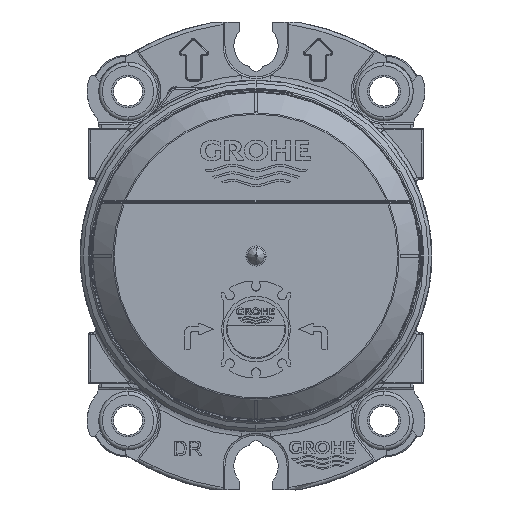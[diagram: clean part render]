
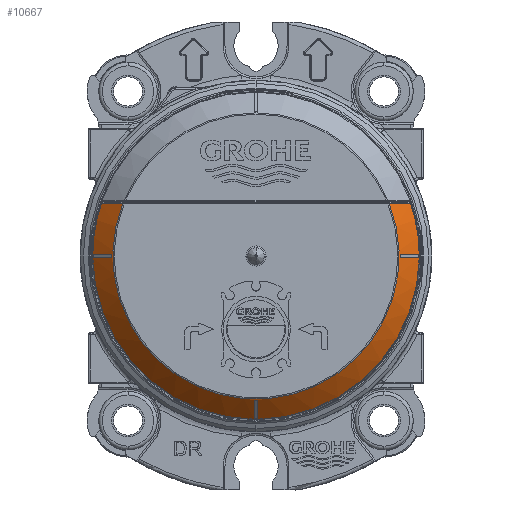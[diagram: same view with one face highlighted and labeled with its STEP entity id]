
A CAD part, front view. The second image highlights one B-rep face of the part: STEP entity #10667.
In plain terms, the highlighted conical face has half-angle 45 degrees and reference radius 39.115 mm.
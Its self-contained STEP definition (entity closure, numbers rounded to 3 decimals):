
#3258=VECTOR('',#92532,1.);
#3259=VECTOR('',#92504,1.);
#3260=VECTOR('',#92521,1.);
#6885=LINE('',#58991,#3258);
#6886=LINE('',#58757,#3259);
#6887=LINE('',#58967,#3260);
#10667=ADVANCED_FACE('extract',(#13390),#53077,.T.);
#13390=FACE_OUTER_BOUND('',#45256,.T.);
#15819=CIRCLE('',#89389,44.644);
#15828=CIRCLE('',#89430,44.644);
#15868=CIRCLE('',#89574,39.146);
#19865=ORIENTED_EDGE('',*,*,#32547,.F.);
#19866=ORIENTED_EDGE('',*,*,#32546,.T.);
#19867=ORIENTED_EDGE('',*,*,#32741,.T.);
#19868=ORIENTED_EDGE('',*,*,#32742,.T.);
#19869=ORIENTED_EDGE('',*,*,#32743,.T.);
#19870=ORIENTED_EDGE('',*,*,#32501,.T.);
#19871=ORIENTED_EDGE('',*,*,#32499,.F.);
#19872=ORIENTED_EDGE('',*,*,#32744,.F.);
#19873=ORIENTED_EDGE('',*,*,#32489,.T.);
#19874=ORIENTED_EDGE('',*,*,#32487,.T.);
#19875=ORIENTED_EDGE('',*,*,#32485,.F.);
#19876=ORIENTED_EDGE('',*,*,#32740,.F.);
#19877=ORIENTED_EDGE('',*,*,#32562,.T.);
#19878=ORIENTED_EDGE('',*,*,#32559,.T.);
#19879=ORIENTED_EDGE('',*,*,#32557,.T.);
#19880=ORIENTED_EDGE('',*,*,#32745,.F.);
#32485=EDGE_CURVE('1145',#41038,#41039,#38707,.T.);
#32487=EDGE_CURVE('1147',#41040,#41039,#15819,.T.);
#32489=EDGE_CURVE('1149',#41041,#41040,#38710,.T.);
#32499=EDGE_CURVE('1159',#41048,#41049,#38711,.T.);
#32501=EDGE_CURVE('1161',#41050,#41049,#38713,.T.);
#32546=EDGE_CURVE('1019',#41067,#41068,#38729,.T.);
#32547=EDGE_CURVE('1020',#41067,#41069,#38730,.T.);
#32557=EDGE_CURVE('1030',#41077,#41076,#38731,.T.);
#32559=EDGE_CURVE('1032',#41078,#41077,#15828,.T.);
#32562=EDGE_CURVE('1035',#41080,#41078,#38734,.T.);
#32740=EDGE_CURVE('1221',#41080,#41038,#6885,.T.);
#32741=EDGE_CURVE('1217',#41068,#41176,#38788,.T.);
#32742=EDGE_CURVE('1218',#41176,#41177,#15868,.T.);
#32743=EDGE_CURVE('1219',#41177,#41050,#38789,.T.);
#32744=EDGE_CURVE('1220',#41041,#41048,#6886,.T.);
#32745=EDGE_CURVE('1222',#41069,#41076,#6887,.T.);
#38707=B_SPLINE_CURVE_WITH_KNOTS('',3,(#58745,#58747,#58748,#58746),.UNSPECIFIED.,.F.,.U.,(4,4),(0.,1.),.UNSPECIFIED.);
#38710=B_SPLINE_CURVE_WITH_KNOTS('',3,(#58757,#58758,#58759,#58752),.UNSPECIFIED.,.F.,.U.,(4,4),(0.,1.),.UNSPECIFIED.);
#38711=B_SPLINE_CURVE_WITH_KNOTS('',3,(#58770,#58772,#58773,#58771),.UNSPECIFIED.,.F.,.U.,(4,4),(0.,1.),.UNSPECIFIED.);
#38713=B_SPLINE_CURVE_WITH_KNOTS('',3,(#58776,#58777,#58778,#58779,#58780,#58781,#58782,#58783,#58784,#58785,#58786,#58787,#58788,#58789,#58790,#58791,#58792,#58771),.UNSPECIFIED.,.F.,.U.,(4,1,1,1,1,1,1,1,1,1,1,1,1,1,1,4),(0.,0.067,0.133,0.2,0.267,0.333,0.4,0.467,0.533,0.6,0.667,0.733,0.8,0.867,0.933,1.),.UNSPECIFIED.);
#38729=B_SPLINE_CURVE_WITH_KNOTS('',3,(#58955,#58964,#58965,#58958),.UNSPECIFIED.,.F.,.U.,(4,4),(0.,1.),.UNSPECIFIED.);
#38730=B_SPLINE_CURVE_WITH_KNOTS('',3,(#58955,#58968,#58969,#58967),.UNSPECIFIED.,.F.,.U.,(4,4),(0.,1.),.UNSPECIFIED.);
#38731=B_SPLINE_CURVE_WITH_KNOTS('',3,(#58981,#58982,#58983,#58980),.UNSPECIFIED.,.F.,.U.,(4,4),(0.,1.),.UNSPECIFIED.);
#38734=B_SPLINE_CURVE_WITH_KNOTS('',3,(#58991,#58992,#58993,#58986),.UNSPECIFIED.,.F.,.U.,(4,4),(0.,1.),.UNSPECIFIED.);
#38788=B_SPLINE_CURVE_WITH_KNOTS('',3,(#58958,#59317,#59318,#59319,#59316),.UNSPECIFIED.,.F.,.U.,(4,1,4),(0.,0.5,1.),.UNSPECIFIED.);
#38789=B_SPLINE_CURVE_WITH_KNOTS('',3,(#59320,#59322,#59323,#59324,#59325,#58776),.UNSPECIFIED.,.F.,.U.,(4,1,1,4),(0.,0.333,0.667,1.),.UNSPECIFIED.);
#41038=VERTEX_POINT('796',#58745);
#41039=VERTEX_POINT('797',#58746);
#41040=VERTEX_POINT('798',#58752);
#41041=VERTEX_POINT('799',#58757);
#41048=VERTEX_POINT('806',#58770);
#41049=VERTEX_POINT('807',#58771);
#41050=VERTEX_POINT('808',#58776);
#41067=VERTEX_POINT('678',#58955);
#41068=VERTEX_POINT('679',#58958);
#41069=VERTEX_POINT('680',#58967);
#41076=VERTEX_POINT('687',#58980);
#41077=VERTEX_POINT('688',#58981);
#41078=VERTEX_POINT('689',#58986);
#41080=VERTEX_POINT('691',#58991);
#41176=VERTEX_POINT('821',#59316);
#41177=VERTEX_POINT('822',#59320);
#45256=EDGE_LOOP('',(#19865,#19866,#19867,#19868,#19869,#19870,#19871,#19872,#19873,#19874,#19875,#19876,#19877,#19878,#19879,#19880));
#53077=CONICAL_SURFACE('',#89573,39.115,45.);
#58745=CARTESIAN_POINT('',(-0.5,-51.408,-39.389));
#58746=CARTESIAN_POINT('',(-0.5,-46.156,-44.641));
#58747=CARTESIAN_POINT('',(-0.5,-49.658,-41.139));
#58748=CARTESIAN_POINT('',(-0.5,-47.907,-42.89));
#58752=CARTESIAN_POINT('',(-44.641,-46.156,-0.5));
#58753=CARTESIAN_POINT('',(0.,-46.156,0.));
#58757=CARTESIAN_POINT('',(-39.388,-51.408,-0.5));
#58758=CARTESIAN_POINT('',(-41.139,-49.658,-0.5));
#58759=CARTESIAN_POINT('',(-42.89,-47.907,-0.5));
#58770=CARTESIAN_POINT('',(-39.388,-51.408,0.5));
#58771=CARTESIAN_POINT('',(-44.641,-46.156,0.5));
#58772=CARTESIAN_POINT('',(-41.139,-49.658,0.5));
#58773=CARTESIAN_POINT('',(-42.89,-47.907,0.5));
#58776=CARTESIAN_POINT('',(-42.262,-46.156,14.388));
#58777=CARTESIAN_POINT('',(-42.362,-46.156,14.089));
#58778=CARTESIAN_POINT('',(-42.561,-46.156,13.493));
#58779=CARTESIAN_POINT('',(-42.835,-46.156,12.59));
#58780=CARTESIAN_POINT('',(-43.092,-46.156,11.683));
#58781=CARTESIAN_POINT('',(-43.329,-46.156,10.77));
#58782=CARTESIAN_POINT('',(-43.546,-46.156,9.852));
#58783=CARTESIAN_POINT('',(-43.745,-46.156,8.929));
#58784=CARTESIAN_POINT('',(-43.924,-46.157,8.003));
#58785=CARTESIAN_POINT('',(-44.083,-46.157,7.073));
#58786=CARTESIAN_POINT('',(-44.223,-46.156,6.141));
#58787=CARTESIAN_POINT('',(-44.343,-46.156,5.205));
#58788=CARTESIAN_POINT('',(-44.443,-46.156,4.267));
#58789=CARTESIAN_POINT('',(-44.523,-46.156,3.327));
#58790=CARTESIAN_POINT('',(-44.583,-46.156,2.386));
#58791=CARTESIAN_POINT('',(-44.625,-46.156,1.443));
#58792=CARTESIAN_POINT('',(-44.636,-46.156,0.814));
#58955=CARTESIAN_POINT('',(44.641,-46.156,0.5));
#58958=CARTESIAN_POINT('',(42.262,-46.156,14.388));
#58964=CARTESIAN_POINT('',(44.588,-46.156,5.216));
#58965=CARTESIAN_POINT('',(43.782,-46.156,9.923));
#58967=CARTESIAN_POINT('',(39.388,-51.408,0.5));
#58968=CARTESIAN_POINT('',(42.89,-47.907,0.5));
#58969=CARTESIAN_POINT('',(41.139,-49.658,0.5));
#58980=CARTESIAN_POINT('',(39.388,-51.408,-0.5));
#58981=CARTESIAN_POINT('',(44.641,-46.156,-0.5));
#58982=CARTESIAN_POINT('',(42.89,-47.907,-0.5));
#58983=CARTESIAN_POINT('',(41.139,-49.658,-0.5));
#58986=CARTESIAN_POINT('',(0.5,-46.156,-44.641));
#58991=CARTESIAN_POINT('',(0.5,-51.408,-39.389));
#58992=CARTESIAN_POINT('',(0.5,-49.658,-41.139));
#58993=CARTESIAN_POINT('',(0.5,-47.907,-42.89));
#59315=CARTESIAN_POINT('',(0.,-51.685,0.));
#59316=CARTESIAN_POINT('',(36.419,-51.654,14.355));
#59317=CARTESIAN_POINT('',(41.291,-47.075,14.382));
#59318=CARTESIAN_POINT('',(39.35,-48.914,14.371));
#59319=CARTESIAN_POINT('',(37.396,-50.74,14.361));
#59320=CARTESIAN_POINT('',(-36.419,-51.654,14.355));
#59321=CARTESIAN_POINT('',(0.,-51.654,0.));
#59322=CARTESIAN_POINT('',(-37.07,-51.046,14.359));
#59323=CARTESIAN_POINT('',(-38.373,-49.828,14.367));
#59324=CARTESIAN_POINT('',(-40.32,-47.995,14.376));
#59325=CARTESIAN_POINT('',(-41.615,-46.769,14.384));
#89389=AXIS2_PLACEMENT_3D('',#58753,#92515,#93033);
#89430=AXIS2_PLACEMENT_3D('',#58753,#92515,#93070);
#89573=AXIS2_PLACEMENT_3D('',#59315,#92506,#93239);
#89574=AXIS2_PLACEMENT_3D('',#59321,#92506,#93240);
#92504=DIRECTION('',(0.,0.,1.));
#92506=DIRECTION('',(0.,1.,0.));
#92515=DIRECTION('',(0.,-1.,0.));
#92521=DIRECTION('',(0.,0.,-1.));
#92532=DIRECTION('',(-1.,0.,0.));
#93033=DIRECTION('',(-1.,0.,-0.011));
#93070=DIRECTION('',(0.011,0.,-1.));
#93239=DIRECTION('',(0.927,0.,0.376));
#93240=DIRECTION('',(0.93,0.,0.367));
